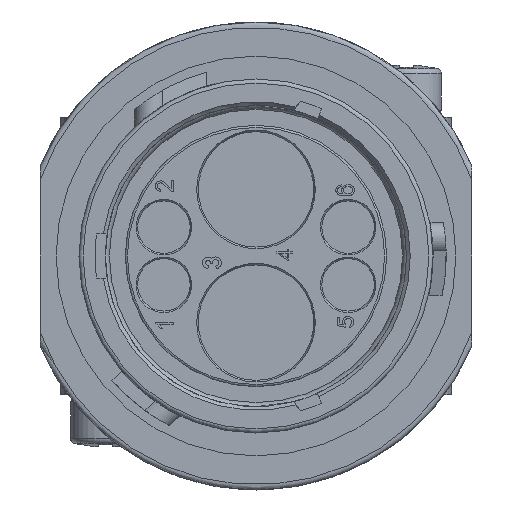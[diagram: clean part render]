
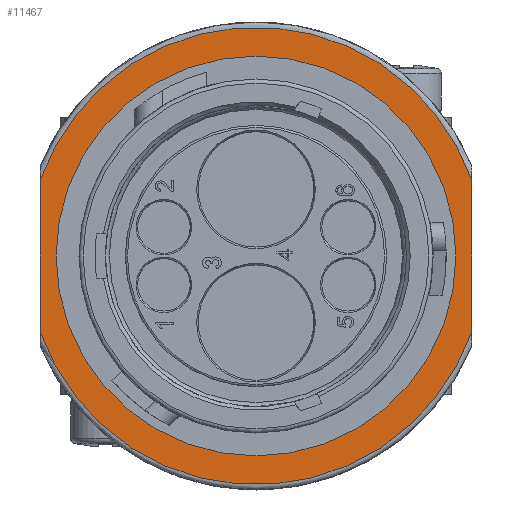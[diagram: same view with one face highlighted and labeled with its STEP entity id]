
A CAD part, left-side view. The second image highlights one B-rep face of the part: STEP entity #11467.
In plain terms, the highlighted face is planar.
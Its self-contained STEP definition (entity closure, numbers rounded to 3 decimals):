
#741=LINE('',#17055,#1381);
#742=LINE('',#17056,#1382);
#1381=VECTOR('',#14080,1000.);
#1382=VECTOR('',#14081,1000.);
#1759=PLANE('',#12262);
#3265=ORIENTED_EDGE('',*,*,#4931,.F.);
#3266=ORIENTED_EDGE('',*,*,#4851,.T.);
#3267=ORIENTED_EDGE('',*,*,#4932,.T.);
#3268=ORIENTED_EDGE('',*,*,#4930,.T.);
#3269=ORIENTED_EDGE('',*,*,#4933,.T.);
#4851=EDGE_CURVE('',#5794,#5792,#6309,.T.);
#4930=EDGE_CURVE('',#5865,#5866,#6342,.T.);
#4931=EDGE_CURVE('',#5867,#5867,#6343,.T.);
#4932=EDGE_CURVE('',#5792,#5865,#741,.T.);
#4933=EDGE_CURVE('',#5866,#5794,#742,.T.);
#5792=VERTEX_POINT('',#16852);
#5794=VERTEX_POINT('',#16855);
#5865=VERTEX_POINT('',#17042);
#5866=VERTEX_POINT('',#17050);
#5867=VERTEX_POINT('',#17054);
#6309=CIRCLE('',#12213,21.8);
#6342=CIRCLE('',#12261,21.8);
#6343=CIRCLE('',#12263,19.05);
#6810=EDGE_LOOP('',(#3265));
#6811=EDGE_LOOP('',(#3266,#3267,#3268,#3269));
#7474=FACE_BOUND('',#6810,.T.);
#7475=FACE_BOUND('',#6811,.T.);
#11467=ADVANCED_FACE('',(#7474,#7475),#1759,.F.);
#12213=AXIS2_PLACEMENT_3D('',#16854,#13937,#13938);
#12261=AXIS2_PLACEMENT_3D('',#17051,#14074,#14075);
#12262=AXIS2_PLACEMENT_3D('',#17052,#14076,#14077);
#12263=AXIS2_PLACEMENT_3D('',#17053,#14078,#14079);
#13937=DIRECTION('',(1.,0.,0.));
#13938=DIRECTION('',(0.,0.,-1.));
#14074=DIRECTION('',(1.,0.,0.));
#14075=DIRECTION('',(0.,0.,-1.));
#14076=DIRECTION('',(-1.,0.,0.));
#14077=DIRECTION('',(0.,0.,1.));
#14078=DIRECTION('',(1.,0.,0.));
#14079=DIRECTION('',(0.,0.,-1.));
#14080=DIRECTION('',(0.,0.,1.));
#14081=DIRECTION('',(0.,0.,-1.));
#16852=CARTESIAN_POINT('',(17.15,20.55,-7.276));
#16854=CARTESIAN_POINT('',(17.15,0.,0.));
#16855=CARTESIAN_POINT('',(17.15,-20.55,-7.276));
#17042=CARTESIAN_POINT('',(17.15,20.55,7.276));
#17050=CARTESIAN_POINT('',(17.15,-20.55,7.276));
#17051=CARTESIAN_POINT('',(17.15,0.,0.));
#17052=CARTESIAN_POINT('',(17.15,21.8,0.));
#17053=CARTESIAN_POINT('',(17.15,0.,0.));
#17054=CARTESIAN_POINT('',(17.15,0.,-19.05));
#17055=CARTESIAN_POINT('',(17.15,20.55,0.));
#17056=CARTESIAN_POINT('',(17.15,-20.55,0.));
